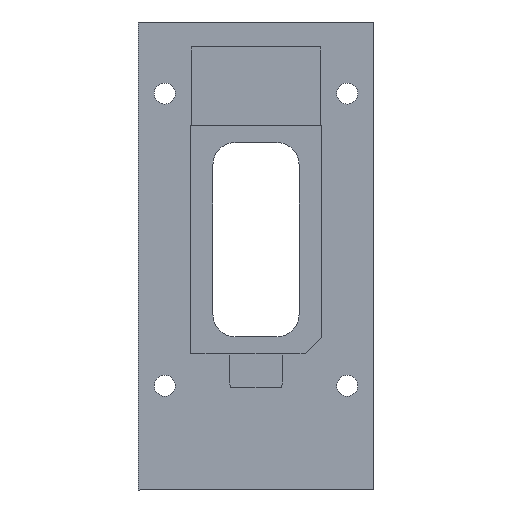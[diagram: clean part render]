
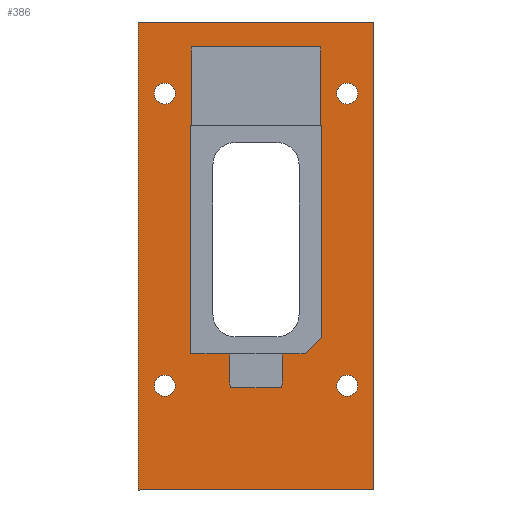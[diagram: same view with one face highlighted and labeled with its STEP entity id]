
A CAD part, front view. The second image highlights one B-rep face of the part: STEP entity #386.
In plain terms, the highlighted planar face has unit normal (0, -1, 0).
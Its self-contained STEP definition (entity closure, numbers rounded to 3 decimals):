
#66 = VERTEX_POINT('',#67);
#67 = CARTESIAN_POINT('',(18.5,-7.,-3.117));
#73 = EDGE_CURVE('',#74,#66,#76,.T.);
#74 = VERTEX_POINT('',#75);
#75 = CARTESIAN_POINT('',(-18.5,-7.,-3.117));
#76 = LINE('',#77,#78);
#77 = CARTESIAN_POINT('',(-18.5,-7.,-3.117));
#78 = VECTOR('',#79,1.);
#79 = DIRECTION('',(1.,0.,0.));
#309 = EDGE_CURVE('',#74,#310,#312,.T.);
#310 = VERTEX_POINT('',#311);
#311 = CARTESIAN_POINT('',(-18.5,-7.,70.3));
#312 = LINE('',#313,#314);
#313 = CARTESIAN_POINT('',(-18.5,-7.,-3.117));
#314 = VECTOR('',#315,1.);
#315 = DIRECTION('',(0.,0.,1.));
#350 = EDGE_CURVE('',#66,#351,#353,.T.);
#351 = VERTEX_POINT('',#352);
#352 = CARTESIAN_POINT('',(18.5,-7.,70.3));
#353 = LINE('',#354,#355);
#354 = CARTESIAN_POINT('',(18.5,-7.,-3.117));
#355 = VECTOR('',#356,1.);
#356 = DIRECTION('',(0.,0.,1.));
#386 = ADVANCED_FACE('',(#387,#398,#409,#420,#544,#555),#566,.T.);
#387 = FACE_BOUND('',#388,.T.);
#388 = EDGE_LOOP('',(#389,#390,#391,#397));
#389 = ORIENTED_EDGE('',*,*,#73,.T.);
#390 = ORIENTED_EDGE('',*,*,#350,.T.);
#391 = ORIENTED_EDGE('',*,*,#392,.F.);
#392 = EDGE_CURVE('',#310,#351,#393,.T.);
#393 = LINE('',#394,#395);
#394 = CARTESIAN_POINT('',(-18.5,-7.,70.3));
#395 = VECTOR('',#396,1.);
#396 = DIRECTION('',(1.,0.,0.));
#397 = ORIENTED_EDGE('',*,*,#309,.F.);
#398 = FACE_BOUND('',#399,.T.);
#399 = EDGE_LOOP('',(#400));
#400 = ORIENTED_EDGE('',*,*,#401,.T.);
#401 = EDGE_CURVE('',#402,#402,#404,.T.);
#402 = VERTEX_POINT('',#403);
#403 = CARTESIAN_POINT('',(15.955,-7.,13.22));
#404 = CIRCLE('',#405,1.65);
#405 = AXIS2_PLACEMENT_3D('',#406,#407,#408);
#406 = CARTESIAN_POINT('',(14.305,-7.,13.22));
#407 = DIRECTION('',(0.,1.,0.));
#408 = DIRECTION('',(1.,0.,0.));
#409 = FACE_BOUND('',#410,.T.);
#410 = EDGE_LOOP('',(#411));
#411 = ORIENTED_EDGE('',*,*,#412,.T.);
#412 = EDGE_CURVE('',#413,#413,#415,.T.);
#413 = VERTEX_POINT('',#414);
#414 = CARTESIAN_POINT('',(15.955,-7.,59.08));
#415 = CIRCLE('',#416,1.65);
#416 = AXIS2_PLACEMENT_3D('',#417,#418,#419);
#417 = CARTESIAN_POINT('',(14.305,-7.,59.08));
#418 = DIRECTION('',(0.,1.,0.));
#419 = DIRECTION('',(1.,0.,0.));
#420 = FACE_BOUND('',#421,.T.);
#421 = EDGE_LOOP('',(#422,#432,#440,#448,#456,#464,#473,#481,#490,#498,
    #506,#514,#522,#530,#538));
#422 = ORIENTED_EDGE('',*,*,#423,.F.);
#423 = EDGE_CURVE('',#424,#426,#428,.T.);
#424 = VERTEX_POINT('',#425);
#425 = CARTESIAN_POINT('',(10.25,-7.,54.08));
#426 = VERTEX_POINT('',#427);
#427 = CARTESIAN_POINT('',(10.15,-7.,54.08));
#428 = LINE('',#429,#430);
#429 = CARTESIAN_POINT('',(-14.375,-7.,54.08));
#430 = VECTOR('',#431,1.);
#431 = DIRECTION('',(-1.,0.,0.));
#432 = ORIENTED_EDGE('',*,*,#433,.F.);
#433 = EDGE_CURVE('',#434,#424,#436,.T.);
#434 = VERTEX_POINT('',#435);
#435 = CARTESIAN_POINT('',(10.25,-7.,20.76));
#436 = LINE('',#437,#438);
#437 = CARTESIAN_POINT('',(10.25,-7.,25.482));
#438 = VECTOR('',#439,1.);
#439 = DIRECTION('',(0.,0.,1.));
#440 = ORIENTED_EDGE('',*,*,#441,.F.);
#441 = EDGE_CURVE('',#442,#434,#444,.T.);
#442 = VERTEX_POINT('',#443);
#443 = CARTESIAN_POINT('',(7.71,-7.,18.22));
#444 = LINE('',#445,#446);
#445 = CARTESIAN_POINT('',(-2.907,-7.,7.603));
#446 = VECTOR('',#447,1.);
#447 = DIRECTION('',(0.707,0.,0.707)
  );
#448 = ORIENTED_EDGE('',*,*,#449,.F.);
#449 = EDGE_CURVE('',#450,#442,#452,.T.);
#450 = VERTEX_POINT('',#451);
#451 = CARTESIAN_POINT('',(4.15,-7.,18.22));
#452 = LINE('',#453,#454);
#453 = CARTESIAN_POINT('',(-5.395,-7.,18.22));
#454 = VECTOR('',#455,1.);
#455 = DIRECTION('',(1.,0.,0.));
#456 = ORIENTED_EDGE('',*,*,#457,.F.);
#457 = EDGE_CURVE('',#458,#450,#460,.T.);
#458 = VERTEX_POINT('',#459);
#459 = CARTESIAN_POINT('',(4.15,-7.,14.011));
#460 = LINE('',#461,#462);
#461 = CARTESIAN_POINT('',(4.15,-7.,14.011));
#462 = VECTOR('',#463,1.);
#463 = DIRECTION('',(0.,0.,
    1.));
#464 = ORIENTED_EDGE('',*,*,#465,.F.);
#465 = EDGE_CURVE('',#466,#458,#468,.T.);
#466 = VERTEX_POINT('',#467);
#467 = CARTESIAN_POINT('',(3.987,-7.,12.92));
#468 = CIRCLE('',#469,4.15);
#469 = AXIS2_PLACEMENT_3D('',#470,#471,#472);
#470 = CARTESIAN_POINT('',(0.,-7.,14.07));
#471 = DIRECTION('',(0.,-1.,0.));
#472 = DIRECTION('',(0.,0.,-1.));
#473 = ORIENTED_EDGE('',*,*,#474,.F.);
#474 = EDGE_CURVE('',#475,#466,#477,.T.);
#475 = VERTEX_POINT('',#476);
#476 = CARTESIAN_POINT('',(-3.987,-7.,12.92));
#477 = LINE('',#478,#479);
#478 = CARTESIAN_POINT('',(-3.987,-7.,12.92));
#479 = VECTOR('',#480,1.);
#480 = DIRECTION('',(1.,0.,0.));
#481 = ORIENTED_EDGE('',*,*,#482,.F.);
#482 = EDGE_CURVE('',#483,#475,#485,.T.);
#483 = VERTEX_POINT('',#484);
#484 = CARTESIAN_POINT('',(-4.15,-7.,14.07));
#485 = CIRCLE('',#486,4.15);
#486 = AXIS2_PLACEMENT_3D('',#487,#488,#489);
#487 = CARTESIAN_POINT('',(0.,-7.,14.07));
#488 = DIRECTION('',(0.,-1.,0.));
#489 = DIRECTION('',(0.,0.,-1.));
#490 = ORIENTED_EDGE('',*,*,#491,.F.);
#491 = EDGE_CURVE('',#492,#483,#494,.T.);
#492 = VERTEX_POINT('',#493);
#493 = CARTESIAN_POINT('',(-4.15,-7.,18.22));
#494 = LINE('',#495,#496);
#495 = CARTESIAN_POINT('',(-4.15,-7.,18.22));
#496 = VECTOR('',#497,1.);
#497 = DIRECTION('',(0.,0.,-1.));
#498 = ORIENTED_EDGE('',*,*,#499,.F.);
#499 = EDGE_CURVE('',#500,#492,#502,.T.);
#500 = VERTEX_POINT('',#501);
#501 = CARTESIAN_POINT('',(-10.25,-7.,18.22));
#502 = LINE('',#503,#504);
#503 = CARTESIAN_POINT('',(-5.395,-7.,18.22));
#504 = VECTOR('',#505,1.);
#505 = DIRECTION('',(1.,0.,0.));
#506 = ORIENTED_EDGE('',*,*,#507,.F.);
#507 = EDGE_CURVE('',#508,#500,#510,.T.);
#508 = VERTEX_POINT('',#509);
#509 = CARTESIAN_POINT('',(-10.25,-7.,54.08));
#510 = LINE('',#511,#512);
#511 = CARTESIAN_POINT('',(-10.25,-7.,7.552));
#512 = VECTOR('',#513,1.);
#513 = DIRECTION('',(0.,0.,-1.));
#514 = ORIENTED_EDGE('',*,*,#515,.F.);
#515 = EDGE_CURVE('',#516,#508,#518,.T.);
#516 = VERTEX_POINT('',#517);
#517 = CARTESIAN_POINT('',(-10.15,-7.,54.08));
#518 = LINE('',#519,#520);
#519 = CARTESIAN_POINT('',(-14.375,-7.,54.08));
#520 = VECTOR('',#521,1.);
#521 = DIRECTION('',(-1.,0.,0.));
#522 = ORIENTED_EDGE('',*,*,#523,.F.);
#523 = EDGE_CURVE('',#524,#516,#526,.T.);
#524 = VERTEX_POINT('',#525);
#525 = CARTESIAN_POINT('',(-10.15,-7.,66.38));
#526 = LINE('',#527,#528);
#527 = CARTESIAN_POINT('',(-10.15,-7.,66.38));
#528 = VECTOR('',#529,1.);
#529 = DIRECTION('',(0.,0.,-1.));
#530 = ORIENTED_EDGE('',*,*,#531,.F.);
#531 = EDGE_CURVE('',#532,#524,#534,.T.);
#532 = VERTEX_POINT('',#533);
#533 = CARTESIAN_POINT('',(10.15,-7.,66.38));
#534 = LINE('',#535,#536);
#535 = CARTESIAN_POINT('',(10.15,-7.,66.38));
#536 = VECTOR('',#537,1.);
#537 = DIRECTION('',(-1.,0.,0.));
#538 = ORIENTED_EDGE('',*,*,#539,.F.);
#539 = EDGE_CURVE('',#426,#532,#540,.T.);
#540 = LINE('',#541,#542);
#541 = CARTESIAN_POINT('',(10.15,-7.,54.08));
#542 = VECTOR('',#543,1.);
#543 = DIRECTION('',(0.,0.,1.));
#544 = FACE_BOUND('',#545,.T.);
#545 = EDGE_LOOP('',(#546));
#546 = ORIENTED_EDGE('',*,*,#547,.T.);
#547 = EDGE_CURVE('',#548,#548,#550,.T.);
#548 = VERTEX_POINT('',#549);
#549 = CARTESIAN_POINT('',(-12.655,-7.,13.22));
#550 = CIRCLE('',#551,1.65);
#551 = AXIS2_PLACEMENT_3D('',#552,#553,#554);
#552 = CARTESIAN_POINT('',(-14.305,-7.,13.22));
#553 = DIRECTION('',(0.,1.,0.));
#554 = DIRECTION('',(1.,0.,0.));
#555 = FACE_BOUND('',#556,.T.);
#556 = EDGE_LOOP('',(#557));
#557 = ORIENTED_EDGE('',*,*,#558,.T.);
#558 = EDGE_CURVE('',#559,#559,#561,.T.);
#559 = VERTEX_POINT('',#560);
#560 = CARTESIAN_POINT('',(-12.655,-7.,59.08));
#561 = CIRCLE('',#562,1.65);
#562 = AXIS2_PLACEMENT_3D('',#563,#564,#565);
#563 = CARTESIAN_POINT('',(-14.305,-7.,59.08));
#564 = DIRECTION('',(0.,1.,0.));
#565 = DIRECTION('',(1.,0.,0.));
#566 = PLANE('',#567);
#567 = AXIS2_PLACEMENT_3D('',#568,#569,#570);
#568 = CARTESIAN_POINT('',(-18.5,-7.,-3.117));
#569 = DIRECTION('',(0.,-1.,0.));
#570 = DIRECTION('',(0.,0.,1.));
